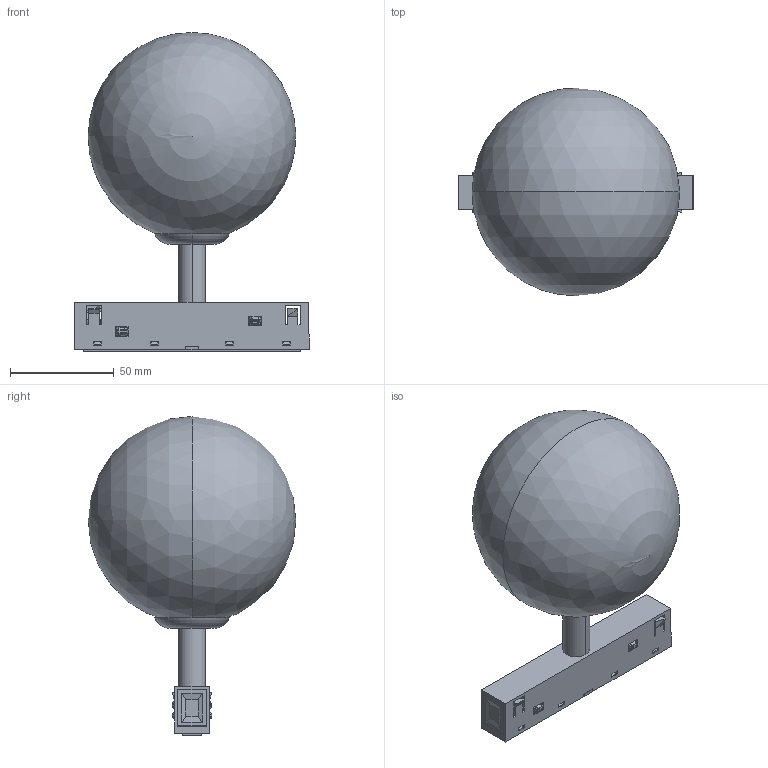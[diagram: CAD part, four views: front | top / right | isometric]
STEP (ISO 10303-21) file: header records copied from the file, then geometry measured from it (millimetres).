
FILE_DESCRIPTION (( 'STEP AP203' ), '1' );
FILE_NAME ('201-C1.STEP', '2023-03-16T02:10:10', ( 'ylmfeng' ), ( 'ylmfeng.com' ), 'SwSTEP 2.0', 'SolidWorks 2018', '' );
FILE_SCHEMA (( 'CONFIG_CONTROL_DESIGN' ));
Length unit declared in the file: millimetre
Products named in the file (26): 埴芛坋趼蹟佪M2X4; 25X5X2棠沺; 傻遴萇埭碟狟裔; 100 產薛; 棠沺遺; G9腑芛遠; 粟銅3; 偌瑩苤粟銅; 棠柲蛌唅挴誹; 磁吸驱动-普通款; ｳﾁﾍｷﾊｮﾗﾖﾗﾔｹ･ﾂﾝﾋｿ M2.5X5; 棠柲唅蛌裔; 20傻遴萇埭碟; 201-C1; 棠沺郪璃; 201-C1-芵隴捚親薯⑩; 絳萇肣え-A; 萇埭碟偌瑩; 50X50; 100湮騷啞⑩; 短款电源盒上盖组件; 201-C1-蟀諉翐; 201-C1腑极; 棠柲唅蛌結遠; 傻遴萇埭碟奻裔; 絳萇肣え-B
Assembly tree (33 placements, depth 5):
  201-C1
    20傻遴萇埭碟
      傻遴萇埭碟狟裔
      絳萇肣え-A  x2
      絳萇肣え-B  x2
      棠柲唅蛌裔
      棠柲蛌唅挴誹
      棠柲唅蛌結遠
      短款电源盒上盖组件
        傻遴萇埭碟奻裔
        棠沺郪璃  x2
          棠沺遺
          25X5X2棠沺
      磁吸驱动-普通款
      萇埭碟偌瑩
      偌瑩苤粟銅
      粟銅3  x4
      ｳﾁﾍｷﾊｮﾗﾖﾗﾔｹ･ﾂﾝﾋｿ M2.5X5  x2
    201-C1-蟀諉翐
    201-C1腑极
    50X50
    埴芛坋趼蹟佪M2X4  x2
    201-C1-芵隴捚親薯⑩
    100湮騷啞⑩
      100 產薛
      G9腑芛遠
Bounding box: 113 x 100 x 153.6 mm (x, y, z)
Volume: 90799.4 mm3; surface area: 103985 mm2
Topology: 32 solids, 40 shells, 1605 faces, 4120 edges, 2606 vertices
Faces by surface type: plane 1002, bspline 242, cylinder 225, cone 62, sphere 54, torus 20
Entity records: 54761 total; most frequent: CARTESIAN_POINT 19498, ORIENTED_EDGE 7034, DIRECTION 6103, EDGE_CURVE 3517, VECTOR 2605, LINE 2605, VERTEX_POINT 2270, AXIS2_PLACEMENT_3D 1749
